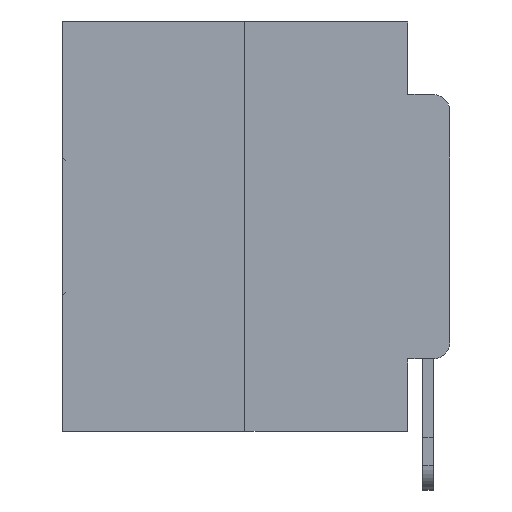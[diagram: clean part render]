
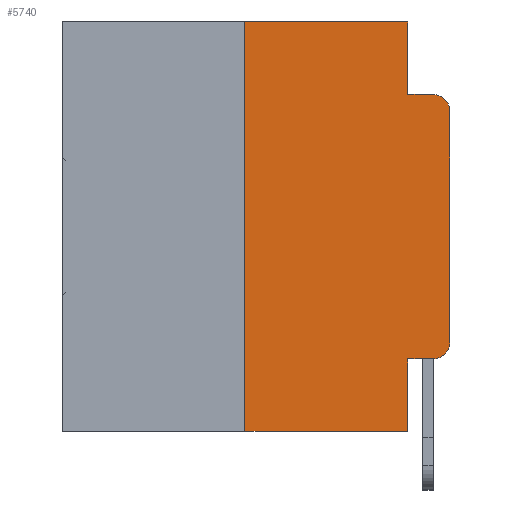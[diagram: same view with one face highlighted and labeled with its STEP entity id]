
A CAD part, left-side view. The second image highlights one B-rep face of the part: STEP entity #5740.
In plain terms, the highlighted planar face has unit normal (-1, 0, 0).
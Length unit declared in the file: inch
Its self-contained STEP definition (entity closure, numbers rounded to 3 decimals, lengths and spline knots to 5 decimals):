
#2 = EDGE_CURVE ( 'NONE', #25896, #26382, #28631, .T. ) ;
#53 = CARTESIAN_POINT ( 'NONE',  ( 0., 0.473, 0. ) ) ;
#198 = VERTEX_POINT ( 'NONE', #15198 ) ;
#1078 = VECTOR ( 'NONE', #25386, 39.37008 ) ;
#1427 = DIRECTION ( 'NONE',  ( 0., 0., -1. ) ) ;
#1501 = EDGE_CURVE ( 'NONE', #26382, #9314, #7956, .T. ) ;
#2048 = ORIENTED_EDGE ( 'NONE', *, *, #30433, .F. ) ;
#2069 = CARTESIAN_POINT ( 'NONE',  ( 0., 0.051, -0.0885 ) ) ;
#2594 = AXIS2_PLACEMENT_3D ( 'NONE', #53, #7854, #24212 ) ;
#2911 = LINE ( 'NONE', #24775, #28674 ) ;
#3016 = CARTESIAN_POINT ( 'NONE',  ( 0., 0.051, -0.0885 ) ) ;
#4004 = CIRCLE ( 'NONE', #20674, 0.02 ) ;
#5294 = ORIENTED_EDGE ( 'NONE', *, *, #17017, .T. ) ;
#5427 = DIRECTION ( 'NONE',  ( 0., 0., -1. ) ) ;
#5454 = LINE ( 'NONE', #30398, #11227 ) ;
#5740 = ADVANCED_FACE ( 'NONE', ( #6363 ), #28567, .F. ) ;
#6363 = FACE_OUTER_BOUND ( 'NONE', #8350, .T. ) ;
#6468 = ORIENTED_EDGE ( 'NONE', *, *, #8381, .F. ) ;
#7350 = CARTESIAN_POINT ( 'NONE',  ( 0., 0.473, 0. ) ) ;
#7404 = VERTEX_POINT ( 'NONE', #24521 ) ;
#7470 = VERTEX_POINT ( 'NONE', #20903 ) ;
#7854 = DIRECTION ( 'NONE',  ( 1., 0., 0. ) ) ;
#7956 = LINE ( 'NONE', #11652, #1078 ) ;
#8051 = ORIENTED_EDGE ( 'NONE', *, *, #2, .F. ) ;
#8350 = EDGE_LOOP ( 'NONE', ( #10705, #24469, #6468, #19228, #8051, #2048, #8815, #10344, #5294, #11895 ) ) ;
#8381 = EDGE_CURVE ( 'NONE', #9314, #24691, #29287, .T. ) ;
#8682 = CARTESIAN_POINT ( 'NONE',  ( 0., 0.051, -0.4115 ) ) ;
#8815 = ORIENTED_EDGE ( 'NONE', *, *, #23703, .T. ) ;
#9314 = VERTEX_POINT ( 'NONE', #2069 ) ;
#9420 = CARTESIAN_POINT ( 'NONE',  ( 0., 0.051, 0. ) ) ;
#10336 = VERTEX_POINT ( 'NONE', #12705 ) ;
#10344 = ORIENTED_EDGE ( 'NONE', *, *, #21577, .F. ) ;
#10705 = ORIENTED_EDGE ( 'NONE', *, *, #21043, .T. ) ;
#10948 = DIRECTION ( 'NONE',  ( 0., 0., 1. ) ) ;
#10954 = VECTOR ( 'NONE', #22794, 39.37008 ) ;
#11227 = VECTOR ( 'NONE', #21545, 39.37008 ) ;
#11652 = CARTESIAN_POINT ( 'NONE',  ( 0., 0.051, 0. ) ) ;
#11895 = ORIENTED_EDGE ( 'NONE', *, *, #12291, .T. ) ;
#12291 = EDGE_CURVE ( 'NONE', #10336, #7470, #12463, .T. ) ;
#12463 = CIRCLE ( 'NONE', #15547, 0.02 ) ;
#12506 = DIRECTION ( 'NONE',  ( 0., 0., 1. ) ) ;
#12705 = CARTESIAN_POINT ( 'NONE',  ( 0., 0.02, -0.4115 ) ) ;
#13051 = VECTOR ( 'NONE', #5427, 39.37008 ) ;
#13880 = CARTESIAN_POINT ( 'NONE',  ( 0., 0.02, -0.3915 ) ) ;
#15198 = CARTESIAN_POINT ( 'NONE',  ( 0., 0.25, -0.5 ) ) ;
#15547 = AXIS2_PLACEMENT_3D ( 'NONE', #13880, #29626, #16231 ) ;
#16231 = DIRECTION ( 'NONE',  ( 0., 0., -1. ) ) ;
#16287 = DIRECTION ( 'NONE',  ( -1., 0., 0. ) ) ;
#16460 = EDGE_CURVE ( 'NONE', #7404, #24691, #4004, .T. ) ;
#17017 = EDGE_CURVE ( 'NONE', #27400, #10336, #17290, .T. ) ;
#17290 = LINE ( 'NONE', #8682, #10954 ) ;
#17837 = CARTESIAN_POINT ( 'NONE',  ( 0., 0.02, -0.0885 ) ) ;
#19228 = ORIENTED_EDGE ( 'NONE', *, *, #1501, .F. ) ;
#19239 = LINE ( 'NONE', #21937, #13051 ) ;
#19280 = CARTESIAN_POINT ( 'NONE',  ( 0., 0.051, -0.5 ) ) ;
#19703 = CARTESIAN_POINT ( 'NONE',  ( 0., 0.25, 0. ) ) ;
#20674 = AXIS2_PLACEMENT_3D ( 'NONE', #24844, #16287, #1427 ) ;
#20903 = CARTESIAN_POINT ( 'NONE',  ( 0., 0., -0.3915 ) ) ;
#21043 = EDGE_CURVE ( 'NONE', #7470, #7404, #2911, .T. ) ;
#21545 = DIRECTION ( 'NONE',  ( 0., -1., 0. ) ) ;
#21577 = EDGE_CURVE ( 'NONE', #27400, #22043, #19239, .T. ) ;
#21937 = CARTESIAN_POINT ( 'NONE',  ( 0., 0.051, 0. ) ) ;
#22000 = LINE ( 'NONE', #26156, #27944 ) ;
#22043 = VERTEX_POINT ( 'NONE', #19280 ) ;
#22202 = DIRECTION ( 'NONE',  ( 0., -1., 0. ) ) ;
#22719 = VECTOR ( 'NONE', #27674, 39.37008 ) ;
#22794 = DIRECTION ( 'NONE',  ( 0., -1., 0. ) ) ;
#23425 = VECTOR ( 'NONE', #22202, 39.37008 ) ;
#23703 = EDGE_CURVE ( 'NONE', #198, #22043, #5454, .T. ) ;
#24212 = DIRECTION ( 'NONE',  ( 0., 0., -1. ) ) ;
#24469 = ORIENTED_EDGE ( 'NONE', *, *, #16460, .T. ) ;
#24521 = CARTESIAN_POINT ( 'NONE',  ( 0., 0., -0.1085 ) ) ;
#24691 = VERTEX_POINT ( 'NONE', #17837 ) ;
#24775 = CARTESIAN_POINT ( 'NONE',  ( 0., 0., 0. ) ) ;
#24844 = CARTESIAN_POINT ( 'NONE',  ( 0., 0.02, -0.1085 ) ) ;
#25386 = DIRECTION ( 'NONE',  ( 0., 0., -1. ) ) ;
#25896 = VERTEX_POINT ( 'NONE', #19703 ) ;
#26156 = CARTESIAN_POINT ( 'NONE',  ( 0., 0.25, 0. ) ) ;
#26382 = VERTEX_POINT ( 'NONE', #9420 ) ;
#27400 = VERTEX_POINT ( 'NONE', #27655 ) ;
#27655 = CARTESIAN_POINT ( 'NONE',  ( 0., 0.051, -0.4115 ) ) ;
#27674 = DIRECTION ( 'NONE',  ( 0., -1., 0. ) ) ;
#27944 = VECTOR ( 'NONE', #12506, 39.37008 ) ;
#28567 = PLANE ( 'NONE',  #2594 ) ;
#28631 = LINE ( 'NONE', #7350, #22719 ) ;
#28674 = VECTOR ( 'NONE', #10948, 39.37008 ) ;
#29287 = LINE ( 'NONE', #3016, #23425 ) ;
#29626 = DIRECTION ( 'NONE',  ( -1., 0., 0. ) ) ;
#30398 = CARTESIAN_POINT ( 'NONE',  ( 0., 0.473, -0.5 ) ) ;
#30433 = EDGE_CURVE ( 'NONE', #198, #25896, #22000, .T. ) ;
